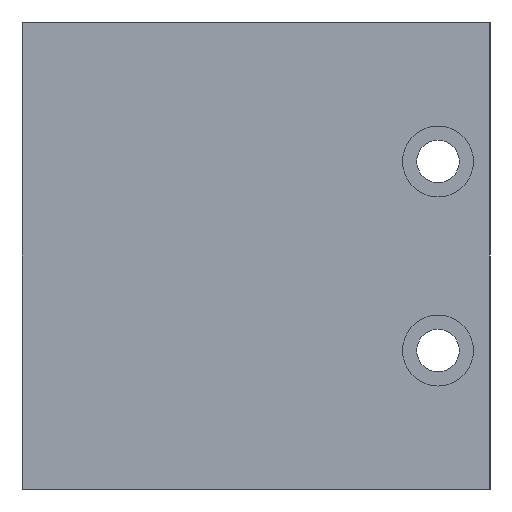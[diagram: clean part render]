
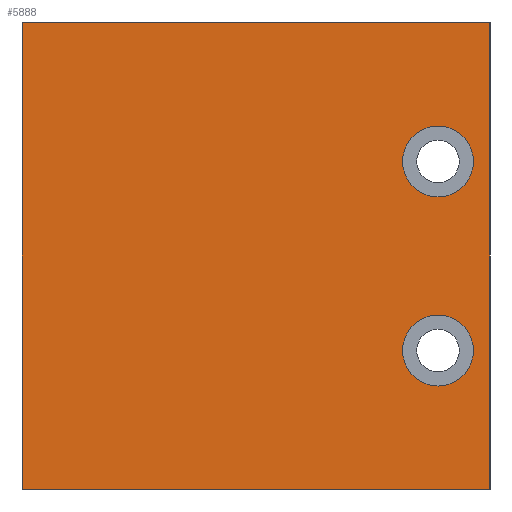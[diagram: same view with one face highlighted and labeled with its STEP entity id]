
A CAD part, left-side view. The second image highlights one B-rep face of the part: STEP entity #5888.
In plain terms, the highlighted planar face has unit normal (-1, 0, 0).
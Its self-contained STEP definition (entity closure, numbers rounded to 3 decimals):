
#4665=CARTESIAN_POINT('',(-85.,0.,0.));
#4666=VERTEX_POINT('',#4665);
#4673=CARTESIAN_POINT('',(-85.,99.,0.));
#4674=VERTEX_POINT('',#4673);
#4675=CARTESIAN_POINT('',(-85.,0.,0.));
#4676=DIRECTION('',(0.,1.,0.));
#4677=VECTOR('',#4676,990.);
#4678=LINE('',#4675,#4677);
#4679=EDGE_CURVE('',#4666,#4674,#4678,.T.);
#5479=CARTESIAN_POINT('',(-85.,99.,98.75));
#5480=VERTEX_POINT('',#5479);
#5481=CARTESIAN_POINT('',(-85.,99.,0.));
#5482=DIRECTION('',(0.,0.,1.));
#5483=VECTOR('',#5482,987.5);
#5484=LINE('',#5481,#5483);
#5485=EDGE_CURVE('',#4674,#5480,#5484,.T.);
#5603=CARTESIAN_POINT('',(-85.,3.5,29.375));
#5604=VERTEX_POINT('',#5603);
#5628=CARTESIAN_POINT('',(-85.,18.5,29.375));
#5629=VERTEX_POINT('',#5628);
#5630=CARTESIAN_POINT('',(-85.,11.,29.375));
#5631=DIRECTION('',(1.,0.,0.));
#5632=DIRECTION('',(-0.,1.,0.));
#5633=AXIS2_PLACEMENT_3D('',#5630,#5631,#5632);
#5634=CIRCLE('',#5633,7.5);
#5635=EDGE_CURVE('',#5629,#5604,#5634,.T.);
#5637=CARTESIAN_POINT('',(-85.,11.,29.375));
#5638=DIRECTION('',(1.,0.,0.));
#5639=DIRECTION('',(-0.,1.,0.));
#5640=AXIS2_PLACEMENT_3D('',#5637,#5638,#5639);
#5641=CIRCLE('',#5640,7.5);
#5642=EDGE_CURVE('',#5604,#5629,#5641,.T.);
#5709=CARTESIAN_POINT('',(-85.,3.5,69.375));
#5710=VERTEX_POINT('',#5709);
#5734=CARTESIAN_POINT('',(-85.,18.5,69.375));
#5735=VERTEX_POINT('',#5734);
#5736=CARTESIAN_POINT('',(-85.,11.,69.375));
#5737=DIRECTION('',(1.,0.,0.));
#5738=DIRECTION('',(-0.,1.,0.));
#5739=AXIS2_PLACEMENT_3D('',#5736,#5737,#5738);
#5740=CIRCLE('',#5739,7.5);
#5741=EDGE_CURVE('',#5735,#5710,#5740,.T.);
#5743=CARTESIAN_POINT('',(-85.,11.,69.375));
#5744=DIRECTION('',(1.,0.,0.));
#5745=DIRECTION('',(-0.,1.,0.));
#5746=AXIS2_PLACEMENT_3D('',#5743,#5744,#5745);
#5747=CIRCLE('',#5746,7.5);
#5748=EDGE_CURVE('',#5710,#5735,#5747,.T.);
#5845=CARTESIAN_POINT('',(-85.,0.,98.75));
#5846=VERTEX_POINT('',#5845);
#5853=CARTESIAN_POINT('',(-85.,0.,0.));
#5854=DIRECTION('',(0.,0.,1.));
#5855=VECTOR('',#5854,987.5);
#5856=LINE('',#5853,#5855);
#5857=EDGE_CURVE('',#4666,#5846,#5856,.T.);
#5864=CARTESIAN_POINT('',(-85.,49.5,0.));
#5865=DIRECTION('',(-1.,0.,0.));
#5866=DIRECTION('',(0.,-1.,0.));
#5867=AXIS2_PLACEMENT_3D('',#5864,#5865,#5866);
#5868=PLANE('',#5867);
#5869=ORIENTED_EDGE('',*,*,#5635,.T.);
#5870=ORIENTED_EDGE('',*,*,#5642,.T.);
#5871=EDGE_LOOP('',(#5869,#5870));
#5872=FACE_BOUND('',#5871,.T.);
#5873=ORIENTED_EDGE('',*,*,#5741,.T.);
#5874=ORIENTED_EDGE('',*,*,#5748,.T.);
#5875=EDGE_LOOP('',(#5873,#5874));
#5876=FACE_BOUND('',#5875,.T.);
#5877=CARTESIAN_POINT('',(-85.,0.,98.75));
#5878=DIRECTION('',(0.,1.,0.));
#5879=VECTOR('',#5878,990.);
#5880=LINE('',#5877,#5879);
#5881=EDGE_CURVE('',#5846,#5480,#5880,.T.);
#5882=ORIENTED_EDGE('',*,*,#5881,.T.);
#5883=ORIENTED_EDGE('',*,*,#5485,.F.);
#5884=ORIENTED_EDGE('',*,*,#4679,.F.);
#5885=ORIENTED_EDGE('',*,*,#5857,.T.);
#5886=EDGE_LOOP('',(#5882,#5883,#5884,#5885));
#5887=FACE_BOUND('',#5886,.T.);
#5888=ADVANCED_FACE('',(#5872,#5876,#5887),#5868,.T.);
